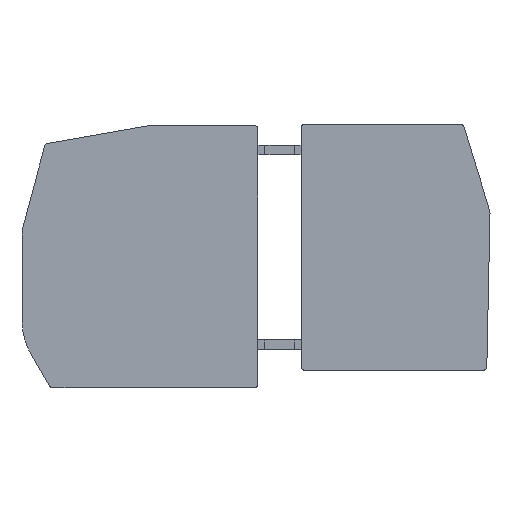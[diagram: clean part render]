
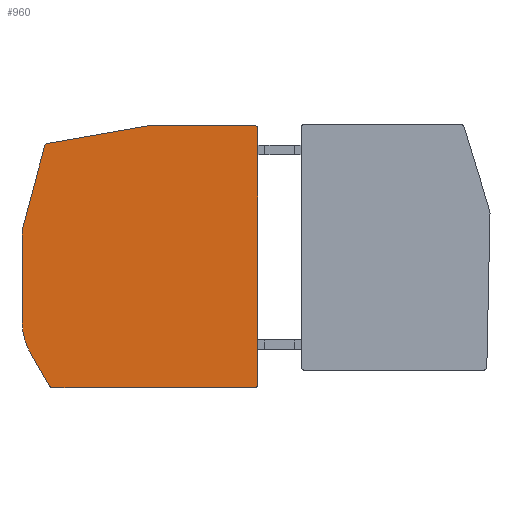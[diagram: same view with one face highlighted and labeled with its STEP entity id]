
A CAD part, top view. The second image highlights one B-rep face of the part: STEP entity #960.
In plain terms, the highlighted planar face has unit normal (0, 0, 1).
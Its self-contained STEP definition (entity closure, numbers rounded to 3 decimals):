
#163=CARTESIAN_POINT('',(-3.9,-40.95,1.5));
#164=DIRECTION('',(0.,0.,1.));
#165=DIRECTION('',(0.,-1.,0.));
#166=AXIS2_PLACEMENT_3D('',#163,#164,#165);
#168=DIRECTION('',(1.,0.,0.));
#169=VECTOR('',#168,31.958);
#170=CARTESIAN_POINT('',(-35.858,-41.45,1.5));
#171=LINE('',#170,#169);
#172=CARTESIAN_POINT('',(-35.858,-40.95,1.5));
#173=DIRECTION('',(0.,0.,1.));
#174=DIRECTION('',(-0.869,-0.495,0.));
#175=AXIS2_PLACEMENT_3D('',#172,#173,#174);
#177=DIRECTION('',(0.495,-0.869,0.));
#178=VECTOR('',#177,5.923);
#179=CARTESIAN_POINT('',(-39.226,-36.052,1.5));
#180=LINE('',#179,#178);
#181=CARTESIAN_POINT('',(-30.538,-31.1,1.5));
#182=DIRECTION('',(0.,0.,1.));
#183=DIRECTION('',(-0.985,-0.174,0.));
#184=AXIS2_PLACEMENT_3D('',#181,#182,#183);
#186=DIRECTION('',(0.174,-0.985,0.));
#187=VECTOR('',#186,0.217);
#188=CARTESIAN_POINT('',(-40.424,-32.623,1.5));
#189=LINE('',#188,#187);
#190=CARTESIAN_POINT('',(-30.576,-30.886,1.5));
#191=DIRECTION('',(0.,0.,1.));
#192=DIRECTION('',(-1.,0.,0.));
#193=AXIS2_PLACEMENT_3D('',#190,#191,#192);
#195=DIRECTION('',(0.,-1.,0.));
#196=VECTOR('',#195,13.941);
#197=CARTESIAN_POINT('',(-40.576,-16.945,1.5));
#198=LINE('',#197,#196);
#199=CARTESIAN_POINT('',(-39.076,-16.945,1.5));
#200=DIRECTION('',(0.,0.,1.));
#201=DIRECTION('',(-0.966,0.259,0.));
#202=AXIS2_PLACEMENT_3D('',#199,#200,#201);
#204=DIRECTION('',(-0.259,-0.966,0.));
#205=VECTOR('',#204,13.649);
#206=CARTESIAN_POINT('',(-36.992,-3.373,1.5));
#207=LINE('',#206,#205);
#208=CARTESIAN_POINT('',(-36.509,-3.502,1.5));
#209=DIRECTION('',(0.,0.,1.));
#210=DIRECTION('',(-0.174,0.985,0.));
#211=AXIS2_PLACEMENT_3D('',#208,#209,#210);
#213=DIRECTION('',(-0.985,-0.174,0.));
#214=VECTOR('',#213,16.051);
#215=CARTESIAN_POINT('',(-20.789,-0.223,1.5));
#216=LINE('',#215,#214);
#217=CARTESIAN_POINT('',(-20.528,-1.7,1.5));
#218=DIRECTION('',(0.,0.,-1.));
#219=DIRECTION('',(-0.174,0.985,0.));
#220=AXIS2_PLACEMENT_3D('',#217,#218,#219);
#222=DIRECTION('',(-1.,0.,0.));
#223=VECTOR('',#222,16.628);
#224=CARTESIAN_POINT('',(-3.9,-0.2,1.5));
#225=LINE('',#224,#223);
#226=CARTESIAN_POINT('',(-3.9,-0.7,1.5));
#227=DIRECTION('',(0.,0.,1.));
#228=DIRECTION('',(1.,0.,0.));
#229=AXIS2_PLACEMENT_3D('',#226,#227,#228);
#231=DIRECTION('',(0.,1.,0.));
#232=VECTOR('',#231,40.25);
#233=CARTESIAN_POINT('',(-3.4,-40.95,1.5));
#234=LINE('',#233,#232);
#582=CARTESIAN_POINT('',(-40.524,-16.557,1.5));
#584=VERTEX_POINT('',#582);
#586=CARTESIAN_POINT('',(-35.858,-41.45,1.5));
#588=VERTEX_POINT('',#586);
#590=CARTESIAN_POINT('',(-40.576,-16.945,1.5));
#592=VERTEX_POINT('',#590);
#594=CARTESIAN_POINT('',(-36.293,-41.198,1.5));
#596=VERTEX_POINT('',#594);
#601=CARTESIAN_POINT('',(-40.576,-30.886,1.5));
#602=VERTEX_POINT('',#601);
#603=CARTESIAN_POINT('',(-40.424,-32.623,1.5));
#604=VERTEX_POINT('',#603);
#609=CARTESIAN_POINT('',(-40.386,-32.836,1.5));
#610=VERTEX_POINT('',#609);
#611=CARTESIAN_POINT('',(-39.226,-36.052,1.5));
#612=VERTEX_POINT('',#611);
#617=CARTESIAN_POINT('',(-3.9,-41.45,1.5));
#618=VERTEX_POINT('',#617);
#619=CARTESIAN_POINT('',(-3.4,-40.95,1.5));
#620=VERTEX_POINT('',#619);
#625=CARTESIAN_POINT('',(-36.596,-3.01,1.5));
#626=VERTEX_POINT('',#625);
#627=CARTESIAN_POINT('',(-36.992,-3.373,1.5));
#628=VERTEX_POINT('',#627);
#629=CARTESIAN_POINT('',(-20.789,-0.223,1.5));
#631=VERTEX_POINT('',#629);
#635=CARTESIAN_POINT('',(-20.528,-0.2,1.5));
#636=VERTEX_POINT('',#635);
#637=CARTESIAN_POINT('',(-3.4,-0.7,1.5));
#638=CARTESIAN_POINT('',(-3.9,-0.2,1.5));
#639=VERTEX_POINT('',#637);
#640=VERTEX_POINT('',#638);
#932=CARTESIAN_POINT('',(-3.4,0.,1.5));
#933=DIRECTION('',(0.,0.,1.));
#934=DIRECTION('',(1.,0.,0.));
#935=AXIS2_PLACEMENT_3D('',#932,#933,#934);
#936=PLANE('',#935);
#937=ORIENTED_EDGE('',*,*,#814,.F.);
#938=ORIENTED_EDGE('',*,*,#830,.F.);
#939=ORIENTED_EDGE('',*,*,#842,.F.);
#940=ORIENTED_EDGE('',*,*,#856,.F.);
#941=ORIENTED_EDGE('',*,*,#871,.F.);
#942=ORIENTED_EDGE('',*,*,#884,.F.);
#943=ORIENTED_EDGE('',*,*,#899,.F.);
#944=ORIENTED_EDGE('',*,*,#914,.F.);
#945=ORIENTED_EDGE('',*,*,#927,.F.);
#946=ORIENTED_EDGE('',*,*,#716,.F.);
#947=ORIENTED_EDGE('',*,*,#734,.F.);
#949=ORIENTED_EDGE('',*,*,#948,.F.);
#951=ORIENTED_EDGE('',*,*,#950,.T.);
#953=ORIENTED_EDGE('',*,*,#952,.F.);
#955=ORIENTED_EDGE('',*,*,#954,.F.);
#957=ORIENTED_EDGE('',*,*,#956,.F.);
#958=EDGE_LOOP('',(#937,#938,#939,#940,#941,#942,#943,#944,#945,#946,#947,#949,
#951,#953,#955,#957));
#959=FACE_OUTER_BOUND('',#958,.F.);
#960=ADVANCED_FACE('',(#959),#936,.T.);
#167=CIRCLE('',#166,0.5);
#176=CIRCLE('',#175,0.5);
#185=CIRCLE('',#184,10.);
#194=CIRCLE('',#193,10.);
#203=CIRCLE('',#202,1.5);
#212=CIRCLE('',#211,0.5);
#221=CIRCLE('',#220,1.5);
#230=CIRCLE('',#229,0.5);
#716=EDGE_CURVE('',#628,#584,#207,.T.);
#734=EDGE_CURVE('',#626,#628,#212,.T.);
#814=EDGE_CURVE('',#618,#620,#167,.T.);
#830=EDGE_CURVE('',#588,#618,#171,.T.);
#842=EDGE_CURVE('',#596,#588,#176,.T.);
#856=EDGE_CURVE('',#612,#596,#180,.T.);
#871=EDGE_CURVE('',#610,#612,#185,.T.);
#884=EDGE_CURVE('',#604,#610,#189,.T.);
#899=EDGE_CURVE('',#602,#604,#194,.T.);
#914=EDGE_CURVE('',#592,#602,#198,.T.);
#927=EDGE_CURVE('',#584,#592,#203,.T.);
#948=EDGE_CURVE('',#631,#626,#216,.T.);
#950=EDGE_CURVE('',#631,#636,#221,.T.);
#952=EDGE_CURVE('',#640,#636,#225,.T.);
#954=EDGE_CURVE('',#639,#640,#230,.T.);
#956=EDGE_CURVE('',#620,#639,#234,.T.);
